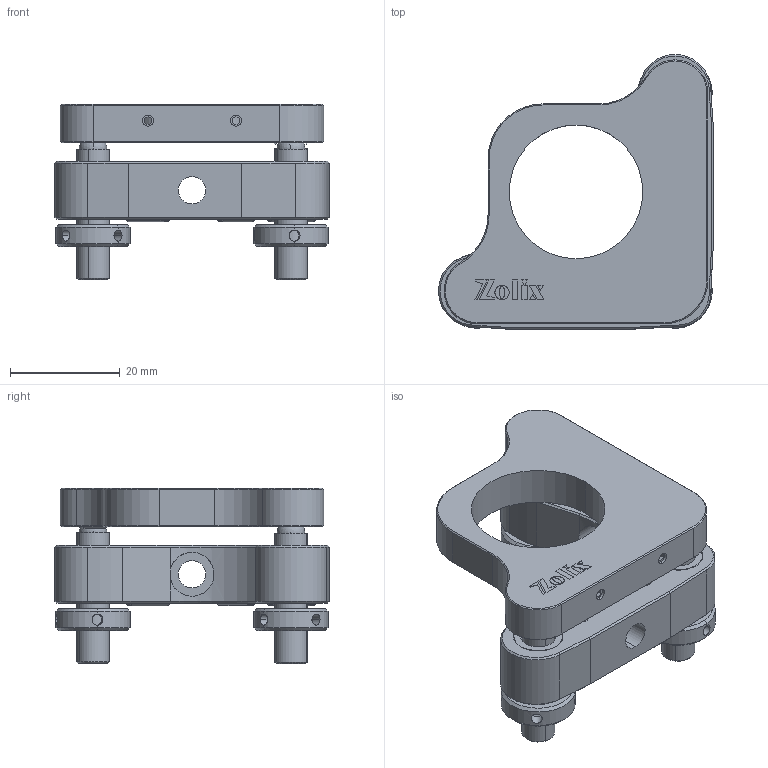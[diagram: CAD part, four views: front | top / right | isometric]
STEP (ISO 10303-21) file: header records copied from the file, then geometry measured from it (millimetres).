
FILE_DESCRIPTION (( 'STEP AP203' ), '1' );
FILE_NAME ('NMHS-Cmount.STEP', '2020-05-20T01:18:36', ( '' ), ( '' ), 'SwSTEP 2.0', 'SolidWorks 2016', '' );
FILE_SCHEMA (( 'CONFIG_CONTROL_DESIGN' ));
Length unit declared in the file: millimetre
Products named in the file (1): NMHS-Cmount
Bounding box: 50 x 50 x 31.94 mm (x, y, z)
Surface area: 13357.6 mm2 (no closed solid volume)
Topology: 0 solids, 30 shells, 393 faces, 1286 edges, 903 vertices
Faces by surface type: plane 161, cylinder 132, cone 94, sphere 6
Entity records: 14664 total; most frequent: CARTESIAN_POINT 3385, DIRECTION 2370, ORIENTED_EDGE 2075, EDGE_CURVE 1261, VERTEX_POINT 894, VECTOR 808, LINE 808, AXIS2_PLACEMENT_3D 781
